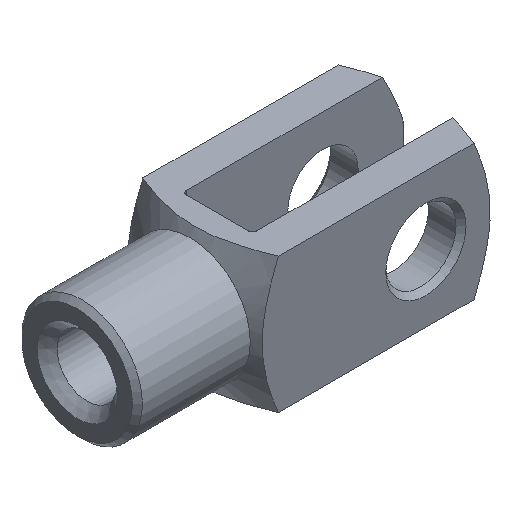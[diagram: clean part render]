
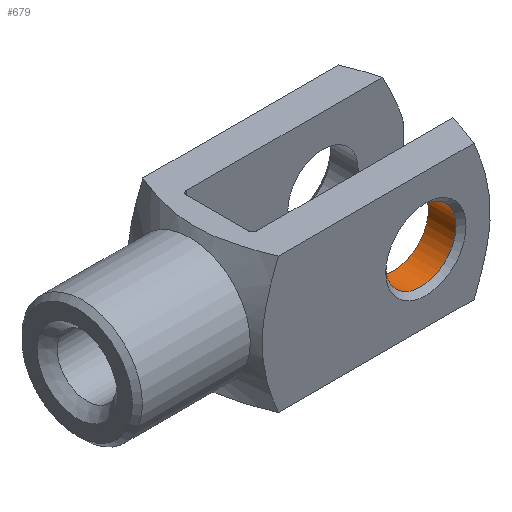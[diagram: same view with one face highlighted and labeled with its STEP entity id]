
A CAD part, isometric view. The second image highlights one B-rep face of the part: STEP entity #679.
In plain terms, the highlighted cylindrical face has radius 7 mm (diameter 14 mm), a full revolution.
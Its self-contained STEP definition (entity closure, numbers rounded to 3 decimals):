
#679 = ADVANCED_FACE('',(#680),#693,.F.);
#680 = FACE_BOUND('',#681,.F.);
#681 = EDGE_LOOP('',(#682,#760,#782,#835));
#682 = ORIENTED_EDGE('',*,*,#683,.T.);
#683 = EDGE_CURVE('',#684,#684,#686,.T.);
#684 = VERTEX_POINT('',#685);
#685 = CARTESIAN_POINT('',(49.,-12.5,0.));
#686 = SURFACE_CURVE('',#687,(#692,#726),.PCURVE_S1.);
#687 = CIRCLE('',#688,7.);
#688 = AXIS2_PLACEMENT_3D('',#689,#690,#691);
#689 = CARTESIAN_POINT('',(56.,-12.5,0.));
#690 = DIRECTION('',(0.,1.,0.));
#691 = DIRECTION('',(-1.,0.,0.));
#692 = PCURVE('',#693,#698);
#693 = CYLINDRICAL_SURFACE('',#694,7.);
#694 = AXIS2_PLACEMENT_3D('',#695,#696,#697);
#695 = CARTESIAN_POINT('',(56.,-9.75,0.));
#696 = DIRECTION('',(0.,-1.,0.));
#697 = DIRECTION('',(-1.,0.,0.));
#698 = DEFINITIONAL_REPRESENTATION('',(#699),#725);
#699 = B_SPLINE_CURVE_WITH_KNOTS('',3,(#700,#701,#702,#703,#704,#705,
    #706,#707,#708,#709,#710,#711,#712,#713,#714,#715,#716,#717,#718,
    #719,#720,#721,#722,#723,#724),.UNSPECIFIED.,.F.,.F.,(4,1,1,1,1,1,1,
    1,1,1,1,1,1,1,1,1,1,1,1,1,1,1,4),(0.,0.286,
    0.571,0.857,1.142,1.428,
    1.714,1.999,2.285,2.57,
    2.856,3.142,3.427,3.713,
    3.998,4.284,4.57,4.855,
    5.141,5.426,5.712,5.998,
    6.283),.UNSPECIFIED.);
#700 = CARTESIAN_POINT('',(6.283,2.75));
#701 = CARTESIAN_POINT('',(6.188,2.75));
#702 = CARTESIAN_POINT('',(5.998,2.75));
#703 = CARTESIAN_POINT('',(5.712,2.75));
#704 = CARTESIAN_POINT('',(5.426,2.75));
#705 = CARTESIAN_POINT('',(5.141,2.75));
#706 = CARTESIAN_POINT('',(4.855,2.75));
#707 = CARTESIAN_POINT('',(4.57,2.75));
#708 = CARTESIAN_POINT('',(4.284,2.75));
#709 = CARTESIAN_POINT('',(3.998,2.75));
#710 = CARTESIAN_POINT('',(3.713,2.75));
#711 = CARTESIAN_POINT('',(3.427,2.75));
#712 = CARTESIAN_POINT('',(3.142,2.75));
#713 = CARTESIAN_POINT('',(2.856,2.75));
#714 = CARTESIAN_POINT('',(2.57,2.75));
#715 = CARTESIAN_POINT('',(2.285,2.75));
#716 = CARTESIAN_POINT('',(1.999,2.75));
#717 = CARTESIAN_POINT('',(1.714,2.75));
#718 = CARTESIAN_POINT('',(1.428,2.75));
#719 = CARTESIAN_POINT('',(1.142,2.75));
#720 = CARTESIAN_POINT('',(0.857,2.75));
#721 = CARTESIAN_POINT('',(0.571,2.75));
#722 = CARTESIAN_POINT('',(0.286,2.75));
#723 = CARTESIAN_POINT('',(0.095,2.75));
#724 = CARTESIAN_POINT('',(0.,2.75));
#725 = ( GEOMETRIC_REPRESENTATION_CONTEXT(2) 
PARAMETRIC_REPRESENTATION_CONTEXT() REPRESENTATION_CONTEXT('2D SPACE',''
  ) );
#726 = PCURVE('',#727,#732);
#727 = CONICAL_SURFACE('',#728,7.5,0.785);
#728 = AXIS2_PLACEMENT_3D('',#729,#730,#731);
#729 = CARTESIAN_POINT('',(56.,-13.,0.));
#730 = DIRECTION('',(0.,-1.,0.));
#731 = DIRECTION('',(-1.,0.,0.));
#732 = DEFINITIONAL_REPRESENTATION('',(#733),#759);
#733 = B_SPLINE_CURVE_WITH_KNOTS('',3,(#734,#735,#736,#737,#738,#739,
    #740,#741,#742,#743,#744,#745,#746,#747,#748,#749,#750,#751,#752,
    #753,#754,#755,#756,#757,#758),.UNSPECIFIED.,.F.,.F.,(4,1,1,1,1,1,1,
    1,1,1,1,1,1,1,1,1,1,1,1,1,1,1,4),(0.,0.286,
    0.571,0.857,1.142,1.428,
    1.714,1.999,2.285,2.57,
    2.856,3.142,3.427,3.713,
    3.998,4.284,4.57,4.855,
    5.141,5.426,5.712,5.998,
    6.283),.UNSPECIFIED.);
#734 = CARTESIAN_POINT('',(6.283,-0.5));
#735 = CARTESIAN_POINT('',(6.188,-0.5));
#736 = CARTESIAN_POINT('',(5.998,-0.5));
#737 = CARTESIAN_POINT('',(5.712,-0.5));
#738 = CARTESIAN_POINT('',(5.426,-0.5));
#739 = CARTESIAN_POINT('',(5.141,-0.5));
#740 = CARTESIAN_POINT('',(4.855,-0.5));
#741 = CARTESIAN_POINT('',(4.57,-0.5));
#742 = CARTESIAN_POINT('',(4.284,-0.5));
#743 = CARTESIAN_POINT('',(3.998,-0.5));
#744 = CARTESIAN_POINT('',(3.713,-0.5));
#745 = CARTESIAN_POINT('',(3.427,-0.5));
#746 = CARTESIAN_POINT('',(3.142,-0.5));
#747 = CARTESIAN_POINT('',(2.856,-0.5));
#748 = CARTESIAN_POINT('',(2.57,-0.5));
#749 = CARTESIAN_POINT('',(2.285,-0.5));
#750 = CARTESIAN_POINT('',(1.999,-0.5));
#751 = CARTESIAN_POINT('',(1.714,-0.5));
#752 = CARTESIAN_POINT('',(1.428,-0.5));
#753 = CARTESIAN_POINT('',(1.142,-0.5));
#754 = CARTESIAN_POINT('',(0.857,-0.5));
#755 = CARTESIAN_POINT('',(0.571,-0.5));
#756 = CARTESIAN_POINT('',(0.286,-0.5));
#757 = CARTESIAN_POINT('',(0.095,-0.5));
#758 = CARTESIAN_POINT('',(0.,-0.5));
#759 = ( GEOMETRIC_REPRESENTATION_CONTEXT(2) 
PARAMETRIC_REPRESENTATION_CONTEXT() REPRESENTATION_CONTEXT('2D SPACE',''
  ) );
#760 = ORIENTED_EDGE('',*,*,#761,.F.);
#761 = EDGE_CURVE('',#762,#684,#764,.T.);
#762 = VERTEX_POINT('',#763);
#763 = CARTESIAN_POINT('',(49.,-7.,0.));
#764 = SEAM_CURVE('',#765,(#768,#775),.PCURVE_S1.);
#765 = B_SPLINE_CURVE_WITH_KNOTS('',1,(#766,#767),.UNSPECIFIED.,.F.,.F.,
  (2,2),(-2.75,2.75),.PIECEWISE_BEZIER_KNOTS.);
#766 = CARTESIAN_POINT('',(49.,-7.,0.));
#767 = CARTESIAN_POINT('',(49.,-12.5,0.));
#768 = PCURVE('',#693,#769);
#769 = DEFINITIONAL_REPRESENTATION('',(#770),#774);
#770 = LINE('',#771,#772);
#771 = CARTESIAN_POINT('',(0.,0.));
#772 = VECTOR('',#773,1.);
#773 = DIRECTION('',(0.,1.));
#774 = ( GEOMETRIC_REPRESENTATION_CONTEXT(2) 
PARAMETRIC_REPRESENTATION_CONTEXT() REPRESENTATION_CONTEXT('2D SPACE',''
  ) );
#775 = PCURVE('',#693,#776);
#776 = DEFINITIONAL_REPRESENTATION('',(#777),#781);
#777 = LINE('',#778,#779);
#778 = CARTESIAN_POINT('',(6.283,0.));
#779 = VECTOR('',#780,1.);
#780 = DIRECTION('',(0.,1.));
#781 = ( GEOMETRIC_REPRESENTATION_CONTEXT(2) 
PARAMETRIC_REPRESENTATION_CONTEXT() REPRESENTATION_CONTEXT('2D SPACE',''
  ) );
#782 = ORIENTED_EDGE('',*,*,#783,.T.);
#783 = EDGE_CURVE('',#762,#762,#784,.T.);
#784 = SURFACE_CURVE('',#785,(#790,#819),.PCURVE_S1.);
#785 = CIRCLE('',#786,7.);
#786 = AXIS2_PLACEMENT_3D('',#787,#788,#789);
#787 = CARTESIAN_POINT('',(56.,-7.,0.));
#788 = DIRECTION('',(0.,-1.,0.));
#789 = DIRECTION('',(1.,0.,0.));
#790 = PCURVE('',#693,#791);
#791 = DEFINITIONAL_REPRESENTATION('',(#792),#818);
#792 = B_SPLINE_CURVE_WITH_KNOTS('',3,(#793,#794,#795,#796,#797,#798,
    #799,#800,#801,#802,#803,#804,#805,#806,#807,#808,#809,#810,#811,
    #812,#813,#814,#815,#816,#817),.UNSPECIFIED.,.F.,.F.,(4,1,1,1,1,1,1,
    1,1,1,1,1,1,1,1,1,1,1,1,1,1,1,4),(3.142,3.427,
    3.713,3.998,4.284,4.57,
    4.855,5.141,5.426,5.712,
    5.998,6.283,6.569,6.854,
    7.14,7.426,7.711,7.997,
    8.282,8.568,8.854,9.139,
    9.425),.UNSPECIFIED.);
#793 = CARTESIAN_POINT('',(0.,-2.75));
#794 = CARTESIAN_POINT('',(0.095,-2.75));
#795 = CARTESIAN_POINT('',(0.286,-2.75));
#796 = CARTESIAN_POINT('',(0.571,-2.75));
#797 = CARTESIAN_POINT('',(0.857,-2.75));
#798 = CARTESIAN_POINT('',(1.142,-2.75));
#799 = CARTESIAN_POINT('',(1.428,-2.75));
#800 = CARTESIAN_POINT('',(1.714,-2.75));
#801 = CARTESIAN_POINT('',(1.999,-2.75));
#802 = CARTESIAN_POINT('',(2.285,-2.75));
#803 = CARTESIAN_POINT('',(2.57,-2.75));
#804 = CARTESIAN_POINT('',(2.856,-2.75));
#805 = CARTESIAN_POINT('',(3.142,-2.75));
#806 = CARTESIAN_POINT('',(3.427,-2.75));
#807 = CARTESIAN_POINT('',(3.713,-2.75));
#808 = CARTESIAN_POINT('',(3.998,-2.75));
#809 = CARTESIAN_POINT('',(4.284,-2.75));
#810 = CARTESIAN_POINT('',(4.57,-2.75));
#811 = CARTESIAN_POINT('',(4.855,-2.75));
#812 = CARTESIAN_POINT('',(5.141,-2.75));
#813 = CARTESIAN_POINT('',(5.426,-2.75));
#814 = CARTESIAN_POINT('',(5.712,-2.75));
#815 = CARTESIAN_POINT('',(5.998,-2.75));
#816 = CARTESIAN_POINT('',(6.188,-2.75));
#817 = CARTESIAN_POINT('',(6.283,-2.75));
#818 = ( GEOMETRIC_REPRESENTATION_CONTEXT(2) 
PARAMETRIC_REPRESENTATION_CONTEXT() REPRESENTATION_CONTEXT('2D SPACE',''
  ) );
#819 = PCURVE('',#820,#825);
#820 = PLANE('',#821);
#821 = AXIS2_PLACEMENT_3D('',#822,#823,#824);
#822 = CARTESIAN_POINT('',(49.928,-7.,0.));
#823 = DIRECTION('',(0.,1.,0.));
#824 = DIRECTION('',(-1.,0.,0.));
#825 = DEFINITIONAL_REPRESENTATION('',(#826),#834);
#826 = ( BOUNDED_CURVE() B_SPLINE_CURVE(2,(#827,#828,#829,#830,#831,#832
,#833),.UNSPECIFIED.,.F.,.F.) B_SPLINE_CURVE_WITH_KNOTS((1,2,2,2,2,1),(
    -2.094,0.,2.094,4.189,6.283,
8.378),.UNSPECIFIED.) CURVE() GEOMETRIC_REPRESENTATION_ITEM() 
RATIONAL_B_SPLINE_CURVE((1.,0.5,1.,0.5,1.,0.5,1.)) REPRESENTATION_ITEM(
  '') );
#827 = CARTESIAN_POINT('',(-13.072,0.));
#828 = CARTESIAN_POINT('',(-13.072,12.124));
#829 = CARTESIAN_POINT('',(-2.572,6.062));
#830 = CARTESIAN_POINT('',(7.928,0.));
#831 = CARTESIAN_POINT('',(-2.572,-6.062));
#832 = CARTESIAN_POINT('',(-13.072,-12.124));
#833 = CARTESIAN_POINT('',(-13.072,0.));
#834 = ( GEOMETRIC_REPRESENTATION_CONTEXT(2) 
PARAMETRIC_REPRESENTATION_CONTEXT() REPRESENTATION_CONTEXT('2D SPACE',''
  ) );
#835 = ORIENTED_EDGE('',*,*,#761,.T.);
